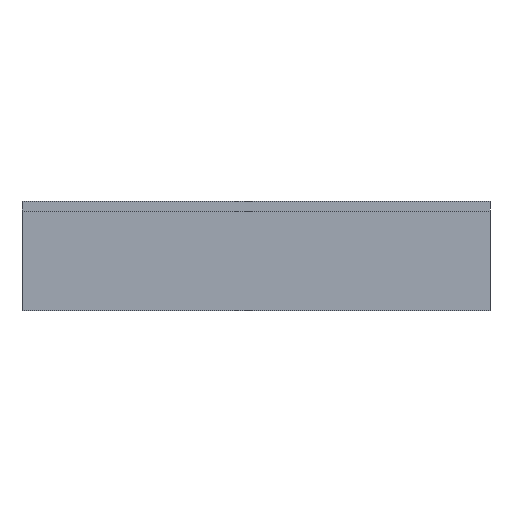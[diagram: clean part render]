
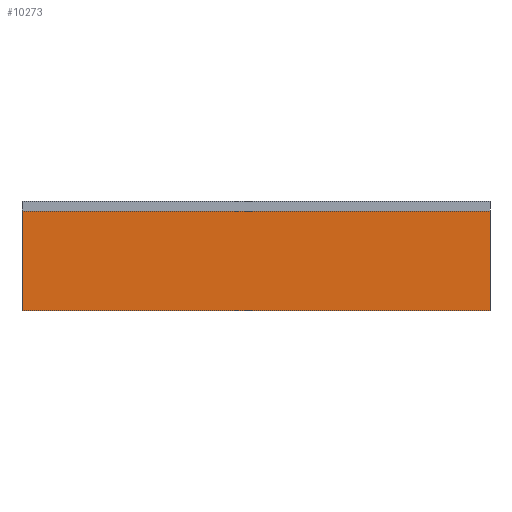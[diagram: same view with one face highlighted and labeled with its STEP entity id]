
A CAD part, left-side view. The second image highlights one B-rep face of the part: STEP entity #10273.
In plain terms, the highlighted planar face has unit normal (-1, 0, 0).
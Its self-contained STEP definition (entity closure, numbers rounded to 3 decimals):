
#1867=FACE_OUTER_BOUND('',#2569,.T.);
#2569=EDGE_LOOP('',(#8528,#8529,#8530,#8531));
#3247=LINE('',#20657,#4018);
#3251=LINE('',#20666,#4022);
#3255=LINE('',#20673,#4026);
#3258=LINE('',#20678,#4029);
#4018=VECTOR('',#13041,10.);
#4022=VECTOR('',#13047,10.);
#4026=VECTOR('',#13053,10.);
#4029=VECTOR('',#13060,10.);
#4931=VERTEX_POINT('',#20655);
#4932=VERTEX_POINT('',#20656);
#4935=VERTEX_POINT('',#20664);
#4936=VERTEX_POINT('',#20665);
#6183=EDGE_CURVE('',#4931,#4932,#3247,.T.);
#6187=EDGE_CURVE('',#4935,#4936,#3251,.T.);
#6191=EDGE_CURVE('',#4931,#4936,#3255,.T.);
#6194=EDGE_CURVE('',#4935,#4932,#3258,.T.);
#8528=ORIENTED_EDGE('',*,*,#6194,.T.);
#8529=ORIENTED_EDGE('',*,*,#6183,.F.);
#8530=ORIENTED_EDGE('',*,*,#6191,.T.);
#8531=ORIENTED_EDGE('',*,*,#6187,.F.);
#9704=PLANE('',#11166);
#10273=ADVANCED_FACE('',(#1867),#9704,.T.);
#11166=AXIS2_PLACEMENT_3D('',#20679,#13061,#13062);
#13041=DIRECTION('',(0.,1.,0.));
#13047=DIRECTION('',(0.,-1.,0.));
#13053=DIRECTION('',(0.,0.,1.));
#13060=DIRECTION('',(0.,0.,-1.));
#13061=DIRECTION('center_axis',(-1.,0.,0.));
#13062=DIRECTION('ref_axis',(0.,1.,0.));
#20655=CARTESIAN_POINT('',(138.,-122.,-5.));
#20656=CARTESIAN_POINT('',(138.,-28.,-5.));
#20657=CARTESIAN_POINT('',(138.,-122.,-5.));
#20664=CARTESIAN_POINT('',(138.,-28.,15.));
#20665=CARTESIAN_POINT('',(138.,-122.,15.));
#20666=CARTESIAN_POINT('',(138.,-122.,15.));
#20673=CARTESIAN_POINT('',(138.,-122.,0.));
#20678=CARTESIAN_POINT('',(138.,-28.,0.));
#20679=CARTESIAN_POINT('Origin',(138.,-122.,0.));
